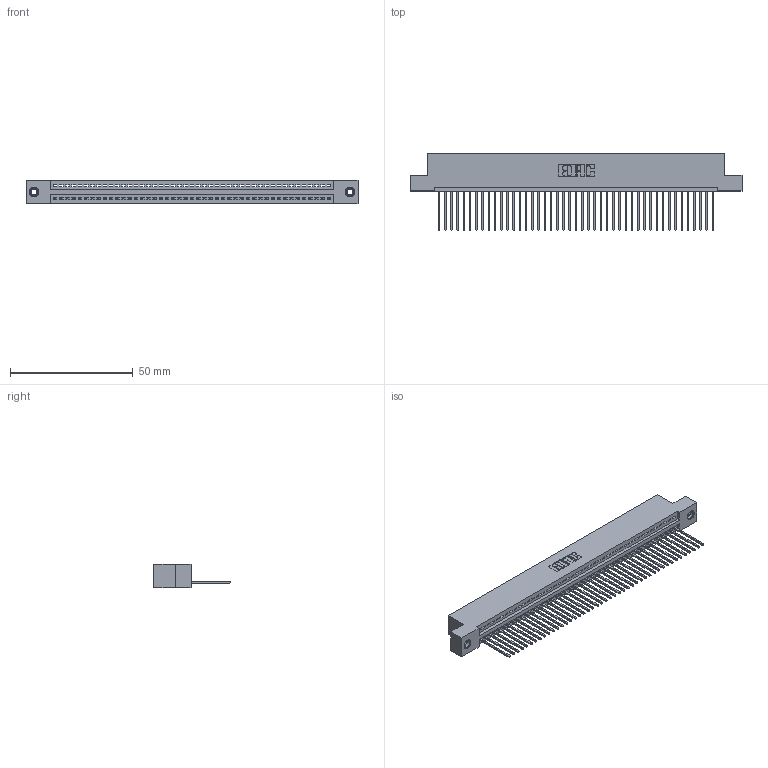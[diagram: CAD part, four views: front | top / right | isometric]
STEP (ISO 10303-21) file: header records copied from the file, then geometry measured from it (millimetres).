
FILE_DESCRIPTION (( 'STEP AP203' ), '1' );
FILE_NAME ('345-045-542-108.STEP', '2018-09-09T11:30:55', ( '' ), ( '' ), 'SwSTEP 2.0', 'SolidWorks 2016', '' );
FILE_SCHEMA (( 'CONFIG_CONTROL_DESIGN' ));
Length unit declared in the file: inch
Products named in the file (4): 345-045-542-108; 345 Part_Flush Mounting Lugs - 0.156 Dia-TI; 345-292-001_345-293-142; 345-250-001_345-250-003-102
Assembly tree (48 placements, depth 2):
  345-045-542-108
    345 Part_Flush Mounting Lugs - 0.156 Dia-TI
    345-292-001_345-293-142  x45
    345-250-001_345-250-003-102  x2
Bounding box: 135.51 x 31.29 x 9.4 mm (x, y, z)
Volume: 12989 mm3; surface area: 17954.3 mm2
Topology: 48 solids, 48 shells, 2796 faces, 8397 edges, 5530 vertices
Faces by surface type: plane 1912, cylinder 868, cone 12, torus 4
Entity records: 34668 total; most frequent: CARTESIAN_POINT 5986, ORIENTED_EDGE 5958, DIRECTION 5251, EDGE_CURVE 2979, LINE 2647, VECTOR 2647, VERTEX_POINT 1980, AXIS2_PLACEMENT_3D 1302
